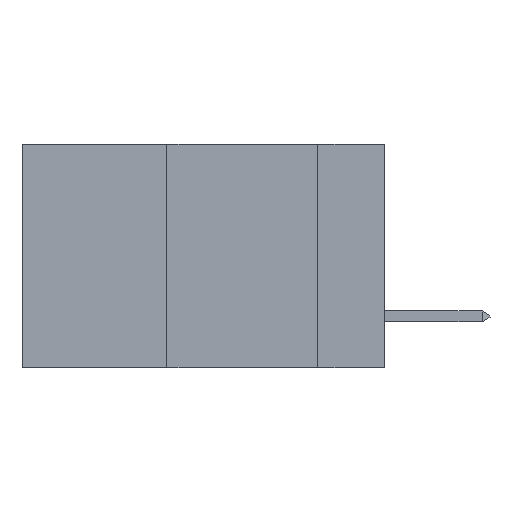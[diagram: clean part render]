
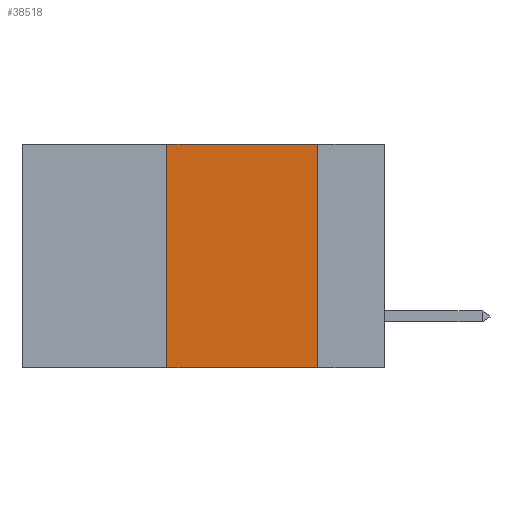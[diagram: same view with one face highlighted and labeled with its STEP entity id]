
A CAD part, left-side view. The second image highlights one B-rep face of the part: STEP entity #38518.
In plain terms, the highlighted planar face has unit normal (-1, 0, 0).
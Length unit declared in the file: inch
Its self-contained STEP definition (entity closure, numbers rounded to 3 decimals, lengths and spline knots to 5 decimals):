
#10 = VECTOR ( 'NONE', #12951, 39.37008 ) ;
#1012 = LINE ( 'NONE', #35263, #10 ) ;
#1421 = ORIENTED_EDGE ( 'NONE', *, *, #17789, .F. ) ;
#1828 = AXIS2_PLACEMENT_3D ( 'NONE', #35523, #16472, #38718 ) ;
#2730 = DIRECTION ( 'NONE',  ( 0., 0., 1. ) ) ;
#2901 = EDGE_CURVE ( 'NONE', #38391, #5204, #1012, .T. ) ;
#3173 = LINE ( 'NONE', #25847, #19060 ) ;
#3625 = EDGE_LOOP ( 'NONE', ( #1421, #20612, #39822, #17343 ) ) ;
#3714 = PLANE ( 'NONE',  #1828 ) ;
#4523 = CARTESIAN_POINT ( 'NONE',  ( 0., 0.36, 0. ) ) ;
#5204 = VERTEX_POINT ( 'NONE', #12101 ) ;
#9724 = CARTESIAN_POINT ( 'NONE',  ( 0., 0.6, 0. ) ) ;
#12101 = CARTESIAN_POINT ( 'NONE',  ( 0., 0.11, -0.37 ) ) ;
#12668 = CARTESIAN_POINT ( 'NONE',  ( 0., 0.36, -0.37 ) ) ;
#12736 = EDGE_CURVE ( 'NONE', #36572, #24145, #19273, .T. ) ;
#12951 = DIRECTION ( 'NONE',  ( 0., -1., 0. ) ) ;
#15603 = EDGE_CURVE ( 'NONE', #38391, #36572, #38136, .T. ) ;
#16472 = DIRECTION ( 'NONE',  ( 1., 0., 0. ) ) ;
#17343 = ORIENTED_EDGE ( 'NONE', *, *, #2901, .T. ) ;
#17776 = CARTESIAN_POINT ( 'NONE',  ( 0., 0.11, 0. ) ) ;
#17789 = EDGE_CURVE ( 'NONE', #24145, #5204, #3173, .T. ) ;
#19060 = VECTOR ( 'NONE', #28993, 39.37008 ) ;
#19273 = LINE ( 'NONE', #9724, #35165 ) ;
#20612 = ORIENTED_EDGE ( 'NONE', *, *, #12736, .F. ) ;
#21297 = VECTOR ( 'NONE', #2730, 39.37008 ) ;
#24145 = VERTEX_POINT ( 'NONE', #17776 ) ;
#25738 = DIRECTION ( 'NONE',  ( 0., -1., 0. ) ) ;
#25847 = CARTESIAN_POINT ( 'NONE',  ( 0., 0.11, 0. ) ) ;
#28993 = DIRECTION ( 'NONE',  ( 0., 0., -1. ) ) ;
#31178 = CARTESIAN_POINT ( 'NONE',  ( 0., 0.36, 0. ) ) ;
#35165 = VECTOR ( 'NONE', #25738, 39.37008 ) ;
#35263 = CARTESIAN_POINT ( 'NONE',  ( 0., 0.6, -0.37 ) ) ;
#35523 = CARTESIAN_POINT ( 'NONE',  ( 0., 0.6, 0. ) ) ;
#36572 = VERTEX_POINT ( 'NONE', #4523 ) ;
#37110 = FACE_OUTER_BOUND ( 'NONE', #3625, .T. ) ;
#38136 = LINE ( 'NONE', #31178, #21297 ) ;
#38391 = VERTEX_POINT ( 'NONE', #12668 ) ;
#38518 = ADVANCED_FACE ( 'NONE', ( #37110 ), #3714, .F. ) ;
#38718 = DIRECTION ( 'NONE',  ( 0., 0., -1. ) ) ;
#39822 = ORIENTED_EDGE ( 'NONE', *, *, #15603, .F. ) ;
